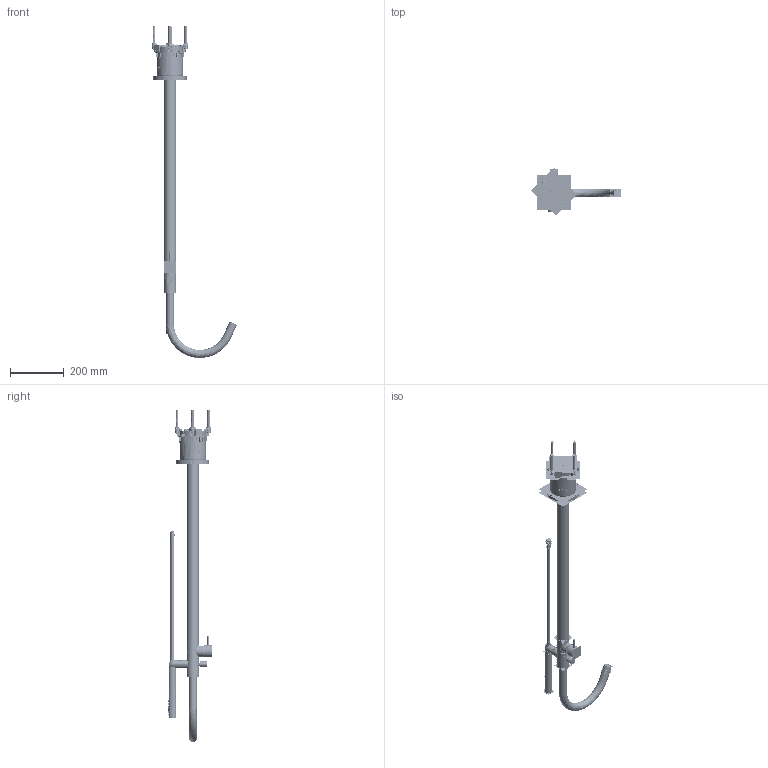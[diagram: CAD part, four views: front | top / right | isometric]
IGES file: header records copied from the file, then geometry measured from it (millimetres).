
Start section:  PTC IGES file: DE416FC.igs
Global section: file name: DE416FC.igs; native system: Pro/ENGINEER by Parametric Technology Corporation; preprocessor: 2009360; author: user321; organization: Unknown; date: 20191226.155411; units: millimetre
Bounding box: 336.43 x 177.54 x 1239.61 mm (x, y, z)
Volume: 1010764.3 mm3; surface area: 5224456 mm2
Topology: 62 solids, 118 shells, 12498 faces, 63797 edges, 81103 vertices
Faces by surface type: bspline 6388, revolution 6074, extrusion 36
